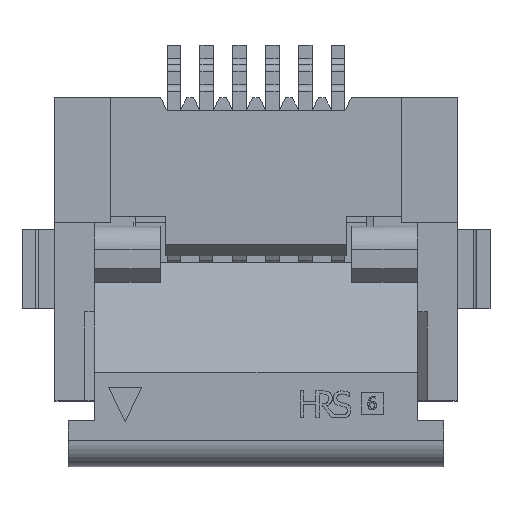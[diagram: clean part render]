
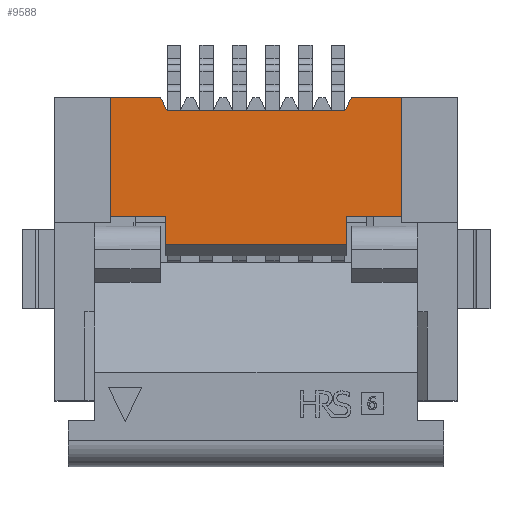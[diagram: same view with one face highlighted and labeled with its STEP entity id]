
A CAD part, top view. The second image highlights one B-rep face of the part: STEP entity #9588.
In plain terms, the highlighted face is planar.
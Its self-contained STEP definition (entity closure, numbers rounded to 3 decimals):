
#969=FACE_OUTER_BOUND('',#1479,.T.);
#1479=EDGE_LOOP('',(#8388,#8389,#8390,#8391,#8392,#8393,#8394,#8395,#8396,
#8397,#8398,#8399,#8400,#8401));
#2454=LINE('',#15343,#3592);
#2462=LINE('',#15359,#3600);
#2488=LINE('',#15402,#3626);
#2499=LINE('',#15423,#3637);
#2508=LINE('',#15442,#3646);
#2511=LINE('',#15448,#3649);
#2517=LINE('',#15461,#3655);
#2532=LINE('',#15489,#3670);
#2548=LINE('',#15524,#3686);
#2580=LINE('',#15589,#3718);
#2581=LINE('',#15591,#3719);
#2582=LINE('',#15593,#3720);
#2583=LINE('',#15595,#3721);
#2584=LINE('',#15596,#3722);
#3592=VECTOR('',#12032,0.005);
#3600=VECTOR('',#12044,2.7);
#3626=VECTOR('',#12082,0.825);
#3637=VECTOR('',#12101,0.219);
#3646=VECTOR('',#12120,0.005);
#3649=VECTOR('',#12125,0.219);
#3655=VECTOR('',#12137,0.75);
#3670=VECTOR('',#12162,1.8);
#3686=VECTOR('',#12198,0.427);
#3718=VECTOR('',#12268,0.75);
#3719=VECTOR('',#12269,1.8);
#3720=VECTOR('',#12270,0.825);
#3721=VECTOR('',#12271,0.427);
#3722=VECTOR('',#12272,2.75);
#4582=VERTEX_POINT('',#15340);
#4583=VERTEX_POINT('',#15342);
#4588=VERTEX_POINT('',#15355);
#4599=VERTEX_POINT('',#15399);
#4600=VERTEX_POINT('',#15401);
#4606=VERTEX_POINT('',#15421);
#4611=VERTEX_POINT('',#15441);
#4613=VERTEX_POINT('',#15447);
#4617=VERTEX_POINT('',#15460);
#4634=VERTEX_POINT('',#15523);
#4648=VERTEX_POINT('',#15588);
#4649=VERTEX_POINT('',#15590);
#4650=VERTEX_POINT('',#15592);
#4651=VERTEX_POINT('',#15594);
#5811=EDGE_CURVE('',#4583,#4582,#2454,.T.);
#5819=EDGE_CURVE('',#4588,#4583,#2462,.T.);
#5845=EDGE_CURVE('',#4600,#4599,#2488,.T.);
#5856=EDGE_CURVE('',#4582,#4606,#2499,.T.);
#5865=EDGE_CURVE('',#4611,#4588,#2508,.T.);
#5868=EDGE_CURVE('',#4611,#4613,#2511,.T.);
#5874=EDGE_CURVE('',#4613,#4617,#2517,.T.);
#5889=EDGE_CURVE('',#4599,#4617,#2532,.T.);
#5907=EDGE_CURVE('',#4600,#4634,#2548,.T.);
#5939=EDGE_CURVE('',#4648,#4606,#2580,.T.);
#5940=EDGE_CURVE('',#4649,#4648,#2581,.T.);
#5941=EDGE_CURVE('',#4650,#4649,#2582,.T.);
#5942=EDGE_CURVE('',#4650,#4651,#2583,.T.);
#5943=EDGE_CURVE('',#4651,#4634,#2584,.T.);
#8388=ORIENTED_EDGE('',*,*,#5811,.T.);
#8389=ORIENTED_EDGE('',*,*,#5856,.T.);
#8390=ORIENTED_EDGE('',*,*,#5939,.F.);
#8391=ORIENTED_EDGE('',*,*,#5940,.F.);
#8392=ORIENTED_EDGE('',*,*,#5941,.F.);
#8393=ORIENTED_EDGE('',*,*,#5942,.T.);
#8394=ORIENTED_EDGE('',*,*,#5943,.T.);
#8395=ORIENTED_EDGE('',*,*,#5907,.F.);
#8396=ORIENTED_EDGE('',*,*,#5845,.T.);
#8397=ORIENTED_EDGE('',*,*,#5889,.T.);
#8398=ORIENTED_EDGE('',*,*,#5874,.F.);
#8399=ORIENTED_EDGE('',*,*,#5868,.F.);
#8400=ORIENTED_EDGE('',*,*,#5865,.T.);
#8401=ORIENTED_EDGE('',*,*,#5819,.T.);
#9099=PLANE('',#10161);
#9588=ADVANCED_FACE('',(#969),#9099,.T.);
#10161=AXIS2_PLACEMENT_3D('',#15587,#12266,#12267);
#12032=DIRECTION('',(0.,-1.,0.));
#12044=DIRECTION('',(0.,0.,-1.));
#12082=DIRECTION('',(0.,0.,1.));
#12101=DIRECTION('',(0.,-0.89,-0.456));
#12120=DIRECTION('',(0.,1.,0.));
#12125=DIRECTION('',(0.,-0.89,0.456));
#12137=DIRECTION('',(0.,0.,1.));
#12162=DIRECTION('',(0.,-1.,0.));
#12198=DIRECTION('',(0.,1.,0.));
#12266=DIRECTION('center_axis',(1.,0.,0.));
#12267=DIRECTION('ref_axis',(0.,1.,0.));
#12268=DIRECTION('',(0.,0.,1.));
#12269=DIRECTION('',(0.,-1.,0.));
#12270=DIRECTION('',(0.,0.,-1.));
#12271=DIRECTION('',(0.,1.,0.));
#12272=DIRECTION('',(0.,0.,1.));
#15340=CARTESIAN_POINT('',(0.035,-3.396,10.358));
#15342=CARTESIAN_POINT('',(0.035,-3.391,10.358));
#15343=CARTESIAN_POINT('',(0.035,-3.204,10.358));
#15355=CARTESIAN_POINT('',(0.035,-3.391,13.058));
#15359=CARTESIAN_POINT('',(0.035,-3.391,10.172));
#15399=CARTESIAN_POINT('',(0.035,-1.791,13.908));
#15401=CARTESIAN_POINT('',(0.035,-1.791,13.083));
#15402=CARTESIAN_POINT('',(0.035,-1.791,14.708));
#15421=CARTESIAN_POINT('',(0.035,-3.591,10.258));
#15423=CARTESIAN_POINT('',(0.035,-3.391,10.36));
#15441=CARTESIAN_POINT('',(0.035,-3.396,13.058));
#15442=CARTESIAN_POINT('',(0.035,1.009,13.058));
#15447=CARTESIAN_POINT('',(0.035,-3.591,13.158));
#15448=CARTESIAN_POINT('',(0.035,-3.391,13.055));
#15460=CARTESIAN_POINT('',(0.035,-3.591,13.908));
#15461=CARTESIAN_POINT('',(0.035,-3.591,-13.993));
#15489=CARTESIAN_POINT('',(0.035,1.009,13.908));
#15523=CARTESIAN_POINT('',(0.035,-1.364,13.083));
#15524=CARTESIAN_POINT('',(0.035,1.009,13.083));
#15587=CARTESIAN_POINT('Origin',(0.035,-3.018,9.786));
#15588=CARTESIAN_POINT('',(0.035,-3.591,9.508));
#15589=CARTESIAN_POINT('',(0.035,-3.591,8.81));
#15590=CARTESIAN_POINT('',(0.035,-1.791,9.508));
#15591=CARTESIAN_POINT('',(0.035,1.009,9.508));
#15592=CARTESIAN_POINT('',(0.035,-1.791,10.333));
#15593=CARTESIAN_POINT('',(0.035,-1.791,8.708));
#15594=CARTESIAN_POINT('',(0.035,-1.364,10.333));
#15595=CARTESIAN_POINT('',(0.035,1.009,10.333));
#15596=CARTESIAN_POINT('',(0.035,-1.364,17.055));
